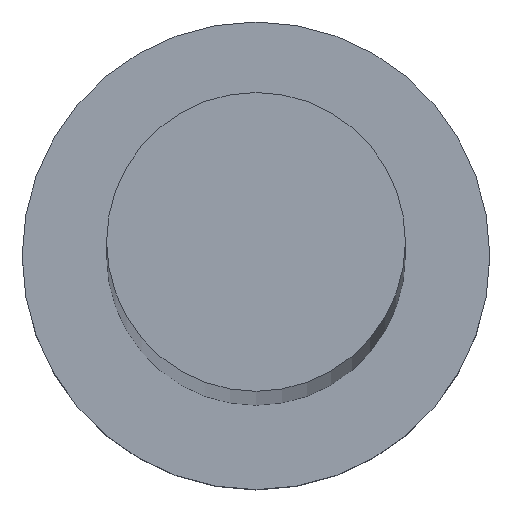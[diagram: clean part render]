
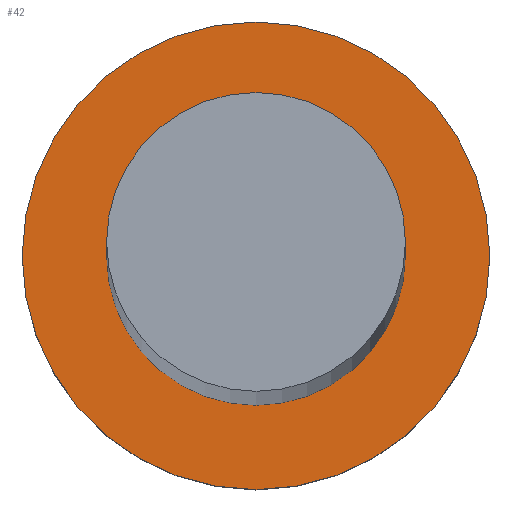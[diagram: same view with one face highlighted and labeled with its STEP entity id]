
A CAD part, top view. The second image highlights one B-rep face of the part: STEP entity #42.
In plain terms, the highlighted planar face has unit normal (0, 0, 1).
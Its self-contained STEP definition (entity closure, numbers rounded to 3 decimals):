
#1 = ORIENTED_EDGE ( 'NONE', *, *, #95, .F. ) ;
#12 = ORIENTED_EDGE ( 'NONE', *, *, #103, .F. ) ;
#18 = FACE_BOUND ( 'NONE', #225, .T. ) ;
#27 = DIRECTION ( 'NONE',  ( 0., 0., 1. ) ) ;
#29 = AXIS2_PLACEMENT_3D ( 'NONE', #81, #185, #161 ) ;
#35 = PLANE ( 'NONE',  #118 ) ;
#40 = AXIS2_PLACEMENT_3D ( 'NONE', #46, #27, #128 ) ;
#42 = ADVANCED_FACE ( 'NONE', ( #18, #239 ), #35, .T. ) ;
#46 = CARTESIAN_POINT ( 'NONE',  ( 0., 0., 7. ) ) ;
#59 = CARTESIAN_POINT ( 'NONE',  ( 0., 0., 7. ) ) ;
#68 = DIRECTION ( 'NONE',  ( 1., 0., 0. ) ) ;
#75 = AXIS2_PLACEMENT_3D ( 'NONE', #210, #152, #68 ) ;
#79 = VERTEX_POINT ( 'NONE', #168 ) ;
#81 = CARTESIAN_POINT ( 'NONE',  ( 0., 0., 7. ) ) ;
#88 = CIRCLE ( 'NONE', #160, 9. ) ;
#94 = VERTEX_POINT ( 'NONE', #178 ) ;
#95 = EDGE_CURVE ( 'NONE', #98, #79, #153, .T. ) ;
#98 = VERTEX_POINT ( 'NONE', #110 ) ;
#103 = EDGE_CURVE ( 'NONE', #79, #98, #193, .T. ) ;
#110 = CARTESIAN_POINT ( 'NONE',  ( -5.75, 0., 7. ) ) ;
#117 = ORIENTED_EDGE ( 'NONE', *, *, #224, .T. ) ;
#118 = AXIS2_PLACEMENT_3D ( 'NONE', #59, #148, #208 ) ;
#121 = CARTESIAN_POINT ( 'NONE',  ( 0., 0., 7. ) ) ;
#127 = DIRECTION ( 'NONE',  ( 0., 0., 1. ) ) ;
#128 = DIRECTION ( 'NONE',  ( 1., 0., 0. ) ) ;
#136 = CARTESIAN_POINT ( 'NONE',  ( 9., 0., 7. ) ) ;
#139 = ORIENTED_EDGE ( 'NONE', *, *, #157, .T. ) ;
#148 = DIRECTION ( 'NONE',  ( 0., 0., 1. ) ) ;
#152 = DIRECTION ( 'NONE',  ( 0., 0., 1. ) ) ;
#153 = CIRCLE ( 'NONE', #40, 5.75 ) ;
#157 = EDGE_CURVE ( 'NONE', #94, #254, #88, .T. ) ;
#160 = AXIS2_PLACEMENT_3D ( 'NONE', #121, #127, #162 ) ;
#161 = DIRECTION ( 'NONE',  ( 1., 0., 0. ) ) ;
#162 = DIRECTION ( 'NONE',  ( 1., 0., 0. ) ) ;
#168 = CARTESIAN_POINT ( 'NONE',  ( 5.75, 0., 7. ) ) ;
#177 = CIRCLE ( 'NONE', #29, 9. ) ;
#178 = CARTESIAN_POINT ( 'NONE',  ( -9., 0., 7. ) ) ;
#185 = DIRECTION ( 'NONE',  ( 0., 0., 1. ) ) ;
#193 = CIRCLE ( 'NONE', #75, 5.75 ) ;
#196 = EDGE_LOOP ( 'NONE', ( #139, #117 ) ) ;
#208 = DIRECTION ( 'NONE',  ( 1., 0., 0. ) ) ;
#210 = CARTESIAN_POINT ( 'NONE',  ( 0., 0., 7. ) ) ;
#224 = EDGE_CURVE ( 'NONE', #254, #94, #177, .T. ) ;
#225 = EDGE_LOOP ( 'NONE', ( #1, #12 ) ) ;
#239 = FACE_OUTER_BOUND ( 'NONE', #196, .T. ) ;
#254 = VERTEX_POINT ( 'NONE', #136 ) ;
